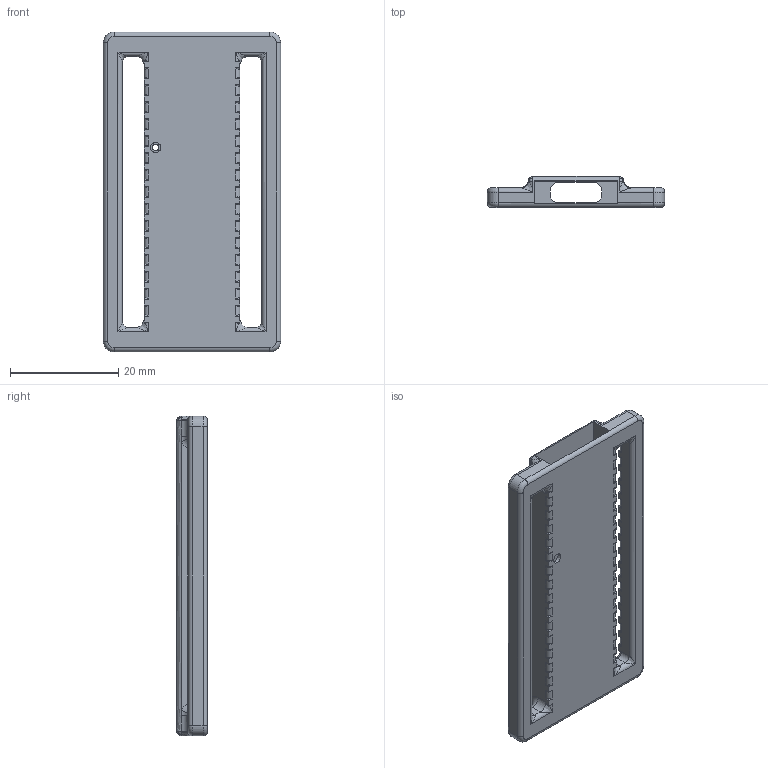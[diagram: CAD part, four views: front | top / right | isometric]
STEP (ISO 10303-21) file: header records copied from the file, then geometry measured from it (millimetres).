
FILE_DESCRIPTION (( 'STEP AP214' ), '1' );
FILE_NAME ('Case.STEP', '2025-12-10T16:21:42', ( '' ), ( '' ), 'MPSTEP 2.0', 'Macroplastics Offline CAD Suite', '' );
FILE_SCHEMA (( 'UwU' ));
Length unit declared in the file: millimetre
Products named in the file (1): Case
Bounding box: 32.7 x 5.71 x 59.02 mm (x, y, z)
Volume: 3809.6 mm3; surface area: 7357.7 mm2
Topology: 3 solids, 3 shells, 722 faces, 1951 edges, 1218 vertices
Faces by surface type: cylinder 370, plane 283, bspline 53, torus 12, cone 4
Entity records: 25460 total; most frequent: CARTESIAN_POINT 8673, ORIENTED_EDGE 3870, DIRECTION 2974, EDGE_CURVE 1935, VERTEX_POINT 1218, LINE 1180, VECTOR 1180, AXIS2_PLACEMENT_3D 897
